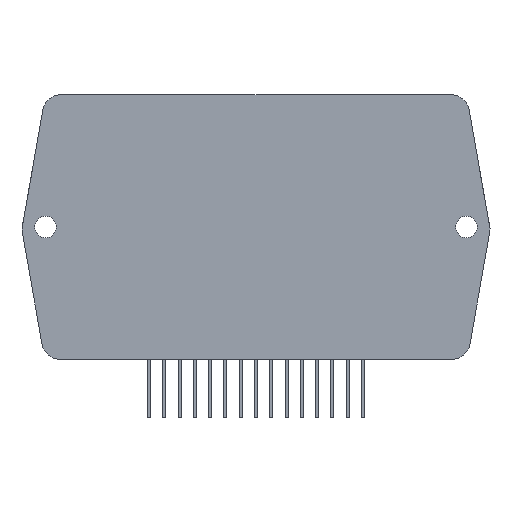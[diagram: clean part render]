
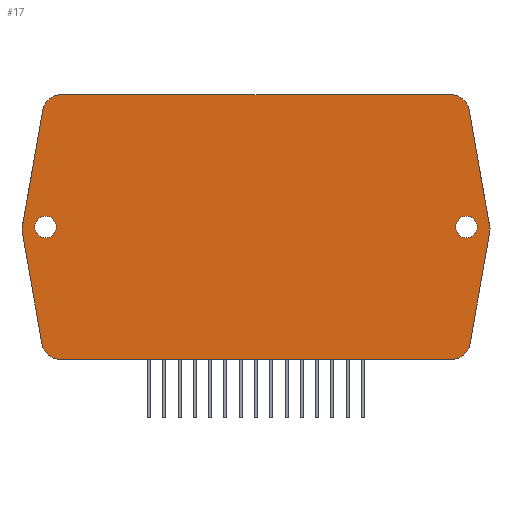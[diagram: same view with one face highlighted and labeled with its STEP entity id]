
A CAD part, front view. The second image highlights one B-rep face of the part: STEP entity #17.
In plain terms, the highlighted planar face has unit normal (0, -1, 0).
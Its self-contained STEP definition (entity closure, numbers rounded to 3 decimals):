
#17 = ADVANCED_FACE('',(#18,#122,#133),#144,.F.);
#18 = FACE_BOUND('',#19,.F.);
#19 = EDGE_LOOP('',(#20,#30,#39,#47,#56,#64,#73,#81,#90,#98,#107,#115));
#20 = ORIENTED_EDGE('',*,*,#21,.F.);
#21 = EDGE_CURVE('',#22,#24,#26,.T.);
#22 = VERTEX_POINT('',#23);
#23 = CARTESIAN_POINT('',(-21.123,-4.,28.765));
#24 = VERTEX_POINT('',#25);
#25 = CARTESIAN_POINT('',(-17.811,-4.,9.979));
#26 = LINE('',#27,#28);
#27 = CARTESIAN_POINT('',(-19.388,-4.,18.922));
#28 = VECTOR('',#29,1.);
#29 = DIRECTION('',(0.174,0.,-0.985));
#30 = ORIENTED_EDGE('',*,*,#31,.T.);
#31 = EDGE_CURVE('',#22,#32,#34,.T.);
#32 = VERTEX_POINT('',#33);
#33 = CARTESIAN_POINT('',(-21.123,-4.,29.425));
#34 = CIRCLE('',#35,1.9);
#35 = AXIS2_PLACEMENT_3D('',#36,#37,#38);
#36 = CARTESIAN_POINT('',(-19.252,-4.,29.095));
#37 = DIRECTION('',(0.,1.,0.));
#38 = DIRECTION('',(0.,0.,-1.));
#39 = ORIENTED_EDGE('',*,*,#40,.F.);
#40 = EDGE_CURVE('',#41,#32,#43,.T.);
#41 = VERTEX_POINT('',#42);
#42 = CARTESIAN_POINT('',(-17.668,-4.,49.021));
#43 = LINE('',#44,#45);
#44 = CARTESIAN_POINT('',(-19.133,-4.,40.712));
#45 = VECTOR('',#46,1.);
#46 = DIRECTION('',(-0.174,0.,-0.985));
#47 = ORIENTED_EDGE('',*,*,#48,.F.);
#48 = EDGE_CURVE('',#49,#41,#51,.T.);
#49 = VERTEX_POINT('',#50);
#50 = CARTESIAN_POINT('',(-14.714,-4.,51.5));
#51 = CIRCLE('',#52,3.);
#52 = AXIS2_PLACEMENT_3D('',#53,#54,#55);
#53 = CARTESIAN_POINT('',(-14.714,-4.,48.5));
#54 = DIRECTION('',(0.,-1.,0.));
#55 = DIRECTION('',(0.,0.,1.));
#56 = ORIENTED_EDGE('',*,*,#57,.T.);
#57 = EDGE_CURVE('',#49,#58,#60,.T.);
#58 = VERTEX_POINT('',#59);
#59 = CARTESIAN_POINT('',(50.274,-4.,51.5));
#60 = LINE('',#61,#62);
#61 = CARTESIAN_POINT('',(-21.22,-4.,51.5));
#62 = VECTOR('',#63,1.);
#63 = DIRECTION('',(1.,0.,0.));
#64 = ORIENTED_EDGE('',*,*,#65,.T.);
#65 = EDGE_CURVE('',#58,#66,#68,.T.);
#66 = VERTEX_POINT('',#67);
#67 = CARTESIAN_POINT('',(53.228,-4.,49.021));
#68 = CIRCLE('',#69,3.);
#69 = AXIS2_PLACEMENT_3D('',#70,#71,#72);
#70 = CARTESIAN_POINT('',(50.274,-4.,48.5));
#71 = DIRECTION('',(0.,1.,0.));
#72 = DIRECTION('',(0.,0.,-1.));
#73 = ORIENTED_EDGE('',*,*,#74,.F.);
#74 = EDGE_CURVE('',#75,#66,#77,.T.);
#75 = VERTEX_POINT('',#76);
#76 = CARTESIAN_POINT('',(56.683,-4.,29.425));
#77 = LINE('',#78,#79);
#78 = CARTESIAN_POINT('',(53.517,-4.,47.381));
#79 = VECTOR('',#80,1.);
#80 = DIRECTION('',(-0.174,0.,0.985));
#81 = ORIENTED_EDGE('',*,*,#82,.F.);
#82 = EDGE_CURVE('',#83,#75,#85,.T.);
#83 = VERTEX_POINT('',#84);
#84 = CARTESIAN_POINT('',(56.683,-4.,28.765));
#85 = CIRCLE('',#86,1.9);
#86 = AXIS2_PLACEMENT_3D('',#87,#88,#89);
#87 = CARTESIAN_POINT('',(54.812,-4.,29.095));
#88 = DIRECTION('',(0.,-1.,0.));
#89 = DIRECTION('',(0.,0.,1.));
#90 = ORIENTED_EDGE('',*,*,#91,.F.);
#91 = EDGE_CURVE('',#92,#83,#94,.T.);
#92 = VERTEX_POINT('',#93);
#93 = CARTESIAN_POINT('',(53.371,-4.,9.979));
#94 = LINE('',#95,#96);
#95 = CARTESIAN_POINT('',(53.772,-4.,12.253));
#96 = VECTOR('',#97,1.);
#97 = DIRECTION('',(0.174,0.,0.985));
#98 = ORIENTED_EDGE('',*,*,#99,.T.);
#99 = EDGE_CURVE('',#92,#100,#102,.T.);
#100 = VERTEX_POINT('',#101);
#101 = CARTESIAN_POINT('',(50.416,-4.,7.5));
#102 = CIRCLE('',#103,3.);
#103 = AXIS2_PLACEMENT_3D('',#104,#105,#106);
#104 = CARTESIAN_POINT('',(50.416,-4.,10.5));
#105 = DIRECTION('',(0.,1.,0.));
#106 = DIRECTION('',(0.,0.,-1.));
#107 = ORIENTED_EDGE('',*,*,#108,.F.);
#108 = EDGE_CURVE('',#109,#100,#111,.T.);
#109 = VERTEX_POINT('',#110);
#110 = CARTESIAN_POINT('',(-14.856,-4.,7.5));
#111 = LINE('',#112,#113);
#112 = CARTESIAN_POINT('',(-21.22,-4.,7.5));
#113 = VECTOR('',#114,1.);
#114 = DIRECTION('',(1.,0.,0.));
#115 = ORIENTED_EDGE('',*,*,#116,.T.);
#116 = EDGE_CURVE('',#109,#24,#117,.T.);
#117 = CIRCLE('',#118,3.);
#118 = AXIS2_PLACEMENT_3D('',#119,#120,#121);
#119 = CARTESIAN_POINT('',(-14.856,-4.,10.5));
#120 = DIRECTION('',(0.,1.,0.));
#121 = DIRECTION('',(0.,0.,1.));
#122 = FACE_BOUND('',#123,.F.);
#123 = EDGE_LOOP('',(#124));
#124 = ORIENTED_EDGE('',*,*,#125,.T.);
#125 = EDGE_CURVE('',#126,#126,#128,.T.);
#126 = VERTEX_POINT('',#127);
#127 = CARTESIAN_POINT('',(-17.22,-4.,31.3));
#128 = CIRCLE('',#129,1.8);
#129 = AXIS2_PLACEMENT_3D('',#130,#131,#132);
#130 = CARTESIAN_POINT('',(-17.22,-4.,29.5));
#131 = DIRECTION('',(0.,-1.,0.));
#132 = DIRECTION('',(0.,0.,1.));
#133 = FACE_BOUND('',#134,.F.);
#134 = EDGE_LOOP('',(#135));
#135 = ORIENTED_EDGE('',*,*,#136,.T.);
#136 = EDGE_CURVE('',#137,#137,#139,.T.);
#137 = VERTEX_POINT('',#138);
#138 = CARTESIAN_POINT('',(52.78,-4.,31.3));
#139 = CIRCLE('',#140,1.8);
#140 = AXIS2_PLACEMENT_3D('',#141,#142,#143);
#141 = CARTESIAN_POINT('',(52.78,-4.,29.5));
#142 = DIRECTION('',(0.,-1.,0.));
#143 = DIRECTION('',(0.,0.,1.));
#144 = PLANE('',#145);
#145 = AXIS2_PLACEMENT_3D('',#146,#147,#148);
#146 = CARTESIAN_POINT('',(-21.22,-4.,7.5));
#147 = DIRECTION('',(0.,1.,0.));
#148 = DIRECTION('',(1.,0.,0.));
